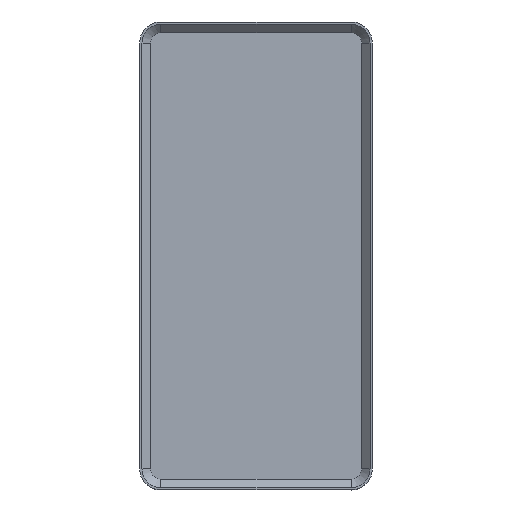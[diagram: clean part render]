
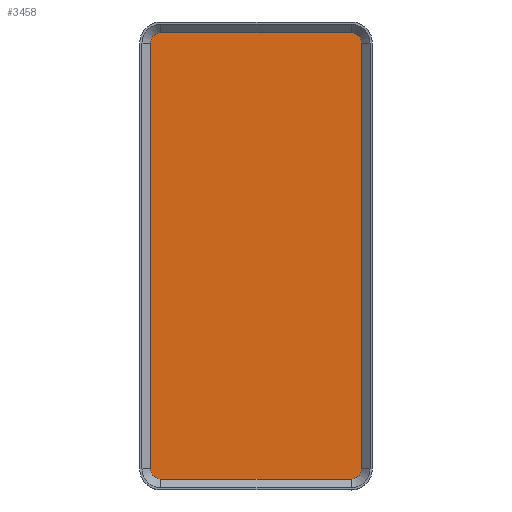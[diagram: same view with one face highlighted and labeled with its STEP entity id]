
A CAD part, top view. The second image highlights one B-rep face of the part: STEP entity #3458.
In plain terms, the highlighted planar face has unit normal (0, 0, 1).
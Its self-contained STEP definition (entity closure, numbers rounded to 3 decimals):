
#115=PLANE('',#3775);
#346=FACE_OUTER_BOUND('',#565,.T.);
#565=EDGE_LOOP('',(#2900,#2901,#2902,#2903,#2904,#2905,#2906,#2907));
#675=CIRCLE('',#3604,2.95);
#676=CIRCLE('',#3607,2.95);
#679=CIRCLE('',#3616,2.95);
#680=CIRCLE('',#3619,2.95);
#846=LINE('',#5126,#1199);
#849=LINE('',#5134,#1202);
#861=LINE('',#5173,#1214);
#863=LINE('',#5178,#1216);
#1199=VECTOR('',#4061,10.);
#1202=VECTOR('',#4070,10.);
#1214=VECTOR('',#4100,10.);
#1216=VECTOR('',#4108,10.);
#1545=VERTEX_POINT('',#5118);
#1546=VERTEX_POINT('',#5120);
#1547=VERTEX_POINT('',#5124);
#1548=VERTEX_POINT('',#5128);
#1549=VERTEX_POINT('',#5132);
#1559=VERTEX_POINT('',#5166);
#1560=VERTEX_POINT('',#5168);
#1561=VERTEX_POINT('',#5172);
#1868=EDGE_CURVE('',#1546,#1545,#675,.T.);
#1871=EDGE_CURVE('',#1545,#1547,#846,.T.);
#1873=EDGE_CURVE('',#1547,#1548,#676,.T.);
#1875=EDGE_CURVE('',#1548,#1549,#849,.T.);
#1890=EDGE_CURVE('',#1560,#1559,#679,.T.);
#1892=EDGE_CURVE('',#1561,#1560,#861,.T.);
#1894=EDGE_CURVE('',#1549,#1561,#680,.T.);
#1895=EDGE_CURVE('',#1559,#1546,#863,.T.);
#2900=ORIENTED_EDGE('',*,*,#1875,.T.);
#2901=ORIENTED_EDGE('',*,*,#1894,.T.);
#2902=ORIENTED_EDGE('',*,*,#1892,.T.);
#2903=ORIENTED_EDGE('',*,*,#1890,.T.);
#2904=ORIENTED_EDGE('',*,*,#1895,.T.);
#2905=ORIENTED_EDGE('',*,*,#1868,.T.);
#2906=ORIENTED_EDGE('',*,*,#1871,.T.);
#2907=ORIENTED_EDGE('',*,*,#1873,.T.);
#3458=ADVANCED_FACE('',(#346),#115,.T.);
#3604=AXIS2_PLACEMENT_3D('',#5121,#4055,#4056);
#3607=AXIS2_PLACEMENT_3D('',#5130,#4065,#4066);
#3616=AXIS2_PLACEMENT_3D('',#5169,#4095,#4096);
#3619=AXIS2_PLACEMENT_3D('',#5176,#4104,#4105);
#3775=AXIS2_PLACEMENT_3D('',#5616,#4567,#4568);
#4055=DIRECTION('center_axis',(0.,0.,1.));
#4056=DIRECTION('ref_axis',(1.,0.,0.));
#4061=DIRECTION('',(-1.,0.,0.));
#4065=DIRECTION('center_axis',(0.,0.,1.));
#4066=DIRECTION('ref_axis',(0.,1.,0.));
#4070=DIRECTION('',(0.,-1.,0.));
#4095=DIRECTION('center_axis',(0.,0.,1.));
#4096=DIRECTION('ref_axis',(0.,-1.,0.));
#4100=DIRECTION('',(1.,0.,0.));
#4104=DIRECTION('center_axis',(0.,0.,1.));
#4105=DIRECTION('ref_axis',(-1.,0.,0.));
#4108=DIRECTION('',(0.,1.,0.));
#4567=DIRECTION('center_axis',(0.,0.,1.));
#4568=DIRECTION('ref_axis',(1.,0.,0.));
#5118=CARTESIAN_POINT('',(38.,82.95,5.8));
#5120=CARTESIAN_POINT('',(40.95,80.,5.8));
#5121=CARTESIAN_POINT('Origin',(38.,80.,5.8));
#5124=CARTESIAN_POINT('',(4.,82.95,5.8));
#5126=CARTESIAN_POINT('',(12.5,82.95,5.8));
#5128=CARTESIAN_POINT('',(1.05,80.,5.8));
#5130=CARTESIAN_POINT('Origin',(4.,80.,5.8));
#5132=CARTESIAN_POINT('',(1.05,4.,5.8));
#5134=CARTESIAN_POINT('',(1.05,12.5,5.8));
#5166=CARTESIAN_POINT('',(40.95,4.,5.8));
#5168=CARTESIAN_POINT('',(38.,1.05,5.8));
#5169=CARTESIAN_POINT('Origin',(38.,4.,5.8));
#5172=CARTESIAN_POINT('',(4.,1.05,5.8));
#5173=CARTESIAN_POINT('',(29.5,1.05,5.8));
#5176=CARTESIAN_POINT('Origin',(4.,4.,5.8));
#5178=CARTESIAN_POINT('',(40.95,50.5,5.8));
#5616=CARTESIAN_POINT('Origin',(21.,21.,5.8));
